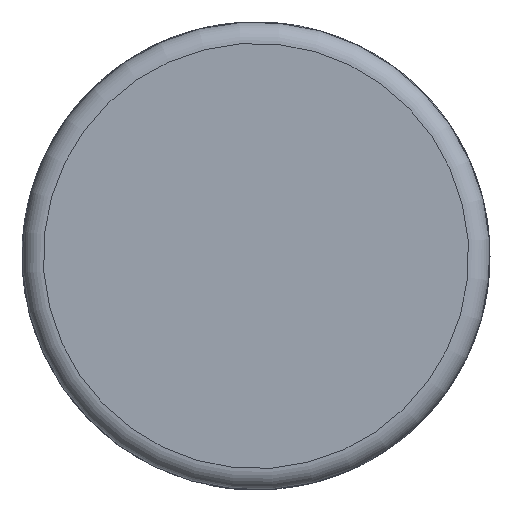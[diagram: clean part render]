
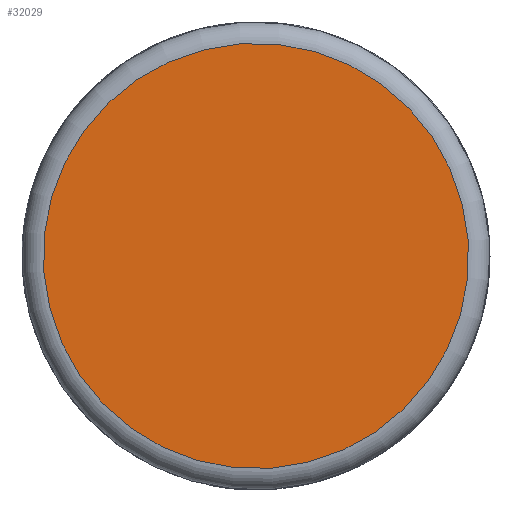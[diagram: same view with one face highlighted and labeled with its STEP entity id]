
A CAD part, left-side view. The second image highlights one B-rep face of the part: STEP entity #32029.
In plain terms, the highlighted planar face has unit normal (-1, 0, 0).
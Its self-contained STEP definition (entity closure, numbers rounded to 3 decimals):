
#32013=CARTESIAN_POINT('',(-2.8,11.725,-7.944));
#32014=DIRECTION('',(-1.0,0.0,0.0));
#32015=DIRECTION('',(0.0,0.561,0.828));
#32016=AXIS2_PLACEMENT_3D('',#32013,#32014,#32015);
#32017=PLANE('',#32016);
#32018=CARTESIAN_POINT('',(-2.8,12.418,-8.414));
#32019=VERTEX_POINT('',#32018);
#32020=CARTESIAN_POINT('',(-2.8,0.0,0.0));
#32021=DIRECTION('',(1.0,0.0,0.0));
#32022=DIRECTION('',(0.0,-0.828,0.561));
#32023=AXIS2_PLACEMENT_3D('',#32020,#32021,#32022);
#32024=CIRCLE('',#32023,15.);
#32025=EDGE_CURVE('',#32019,#32019,#32024,.T.);
#32026=ORIENTED_EDGE('',*,*,#32025,.F.);
#32027=EDGE_LOOP('',(#32026));
#32028=FACE_OUTER_BOUND('',#32027,.T.);
#32029=ADVANCED_FACE('',(#32028),#32017,.T.);
